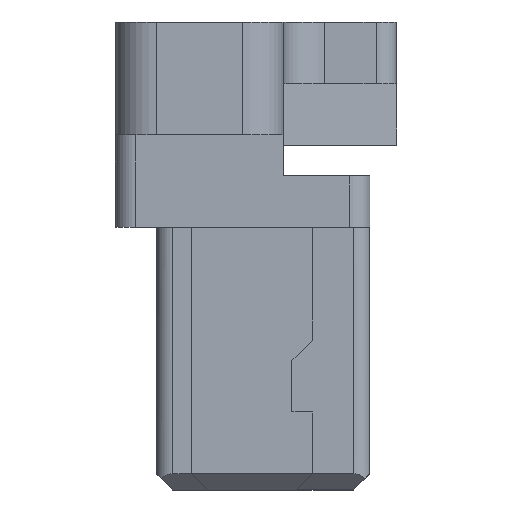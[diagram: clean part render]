
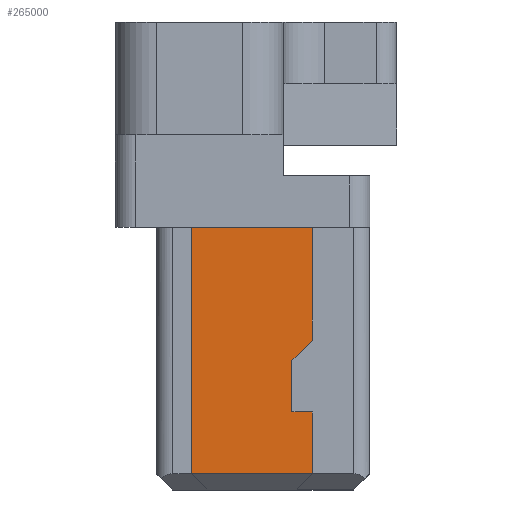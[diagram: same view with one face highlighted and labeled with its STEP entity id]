
A CAD part, left-side view. The second image highlights one B-rep face of the part: STEP entity #265000.
In plain terms, the highlighted face is planar.
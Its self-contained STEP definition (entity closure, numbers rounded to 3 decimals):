
#104730=CARTESIAN_POINT('',(28.822,68.006,12.625));
#104740=DIRECTION('',(1.,0.,0.));
#104750=VECTOR('',#104740,1.);
#104760=LINE('',#104730,#104750);
#104770=CARTESIAN_POINT('',(29.597,68.006,12.625));
#104780=VERTEX_POINT('',#104770);
#104790=CARTESIAN_POINT('',(29.897,68.006,12.625));
#104800=VERTEX_POINT('',#104790);
#104810=EDGE_CURVE('',#104780,#104800,#104760,.T.);
#105090=CARTESIAN_POINT('',(29.597,67.906,12.625));
#105100=VERTEX_POINT('',#105090);
#105130=CARTESIAN_POINT('',(28.822,67.906,12.625));
#105140=DIRECTION('',(-1.,0.,0.));
#105150=VECTOR('',#105140,1.);
#105160=LINE('',#105130,#105150);
#105170=CARTESIAN_POINT('',(29.347,67.906,12.625));
#105180=VERTEX_POINT('',#105170);
#105190=EDGE_CURVE('',#105100,#105180,#105160,.T.);
#105830=CARTESIAN_POINT('',(29.897,67.416,12.625));
#105840=VERTEX_POINT('',#105830);
#106120=CARTESIAN_POINT('',(28.697,68.006,12.625));
#106130=VERTEX_POINT('',#106120);
#106140=CARTESIAN_POINT('',(29.247,68.006,12.625));
#106150=VERTEX_POINT('',#106140);
#106160=EDGE_CURVE('',#106130,#106150,#104760,.T.);
#107350=CARTESIAN_POINT('',(28.822,68.431,12.625));
#107360=DIRECTION('',(-0.707,0.707,0.));
#107370=VECTOR('',#107360,1.);
#107380=LINE('',#107350,#107370);
#107390=EDGE_CURVE('',#105180,#106150,#107380,.T.);
#108840=CARTESIAN_POINT('',(29.597,56.396,12.625));
#108850=DIRECTION('',(0.,-1.,0.));
#108860=VECTOR('',#108850,1.);
#108870=LINE('',#108840,#108860);
#108880=EDGE_CURVE('',#104780,#105100,#108870,.T.);
#119010=CARTESIAN_POINT('',(28.697,0.,12.625));
#119020=DIRECTION('',(0.,1.,0.));
#119030=VECTOR('',#119020,1.);
#119040=LINE('',#119010,#119030);
#119050=CARTESIAN_POINT('',(28.697,67.416,12.625));
#119060=VERTEX_POINT('',#119050);
#119070=EDGE_CURVE('',#119060,#106130,#119040,.T.);
#214690=CARTESIAN_POINT('',(29.897,67.531,12.625));
#214700=DIRECTION('',(0.,-1.,0.));
#214710=VECTOR('',#214700,1.);
#214720=LINE('',#214690,#214710);
#214730=EDGE_CURVE('',#104800,#105840,#214720,.T.);
#264800=CARTESIAN_POINT('',(29.977,67.646,12.625));
#264810=DIRECTION('',(0.,0.,1.));
#264820=DIRECTION('',(1.,0.,0.));
#264830=AXIS2_PLACEMENT_3D('',#264800,#264810,#264820);
#264840=PLANE('',#264830);
#264850=CARTESIAN_POINT('',(0.,67.416,12.625));
#264860=DIRECTION('',(1.,0.,0.));
#264870=VECTOR('',#264860,1.);
#264880=LINE('',#264850,#264870);
#264890=EDGE_CURVE('',#119060,#105840,#264880,.T.);
#264900=ORIENTED_EDGE('',*,*,#264890,.T.);
#264910=ORIENTED_EDGE('',*,*,#119070,.F.);
#264920=ORIENTED_EDGE('',*,*,#106160,.F.);
#264930=ORIENTED_EDGE('',*,*,#107390,.T.);
#264940=ORIENTED_EDGE('',*,*,#105190,.T.);
#264950=ORIENTED_EDGE('',*,*,#108880,.T.);
#264960=ORIENTED_EDGE('',*,*,#104810,.F.);
#264970=ORIENTED_EDGE('',*,*,#214730,.F.);
#264980=EDGE_LOOP('',(#264970,#264960,#264950,#264940,#264930,#264920,
#264910,#264900));
#264990=FACE_OUTER_BOUND('',#264980,.T.);
#265000=ADVANCED_FACE('',(#264990),#264840,.T.);
